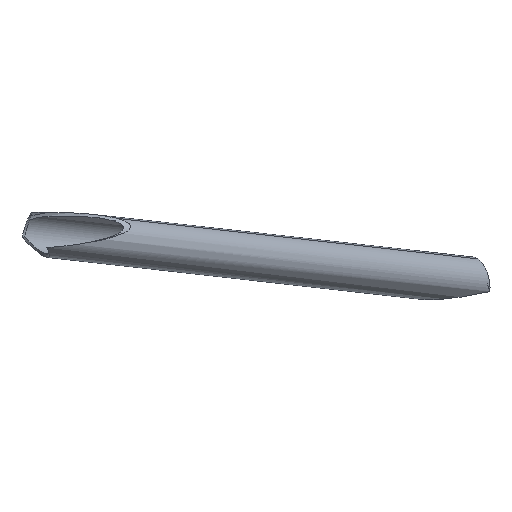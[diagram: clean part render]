
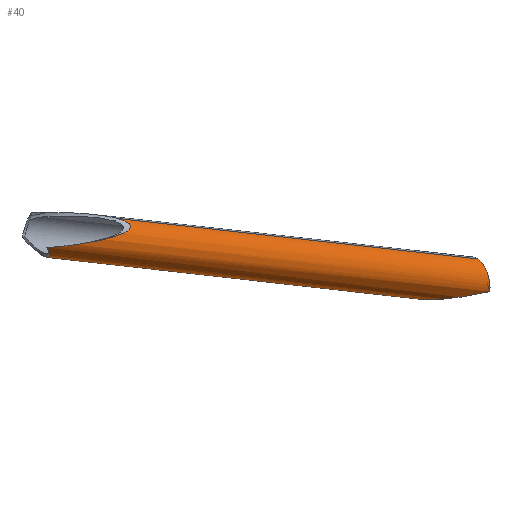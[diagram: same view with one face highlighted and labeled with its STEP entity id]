
A CAD part, isometric view. The second image highlights one B-rep face of the part: STEP entity #40.
In plain terms, the highlighted cylindrical face has radius 12.5 mm (diameter 25 mm), a partial arc.
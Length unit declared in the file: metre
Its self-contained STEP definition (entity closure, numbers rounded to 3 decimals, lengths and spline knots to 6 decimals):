
#40=ADVANCED_FACE('',(#88),#89,.T.);
#88=FACE_OUTER_BOUND('',#141,.T.);
#89=CYLINDRICAL_SURFACE('',#142,0.0125);
#141=EDGE_LOOP('',(#227,#228,#229,#230,#231,#232,#233,#234,#235,#236));
#142=AXIS2_PLACEMENT_3D('',#237,#238,#239);
#227=ORIENTED_EDGE('',*,*,#395,.F.);
#228=ORIENTED_EDGE('',*,*,#396,.T.);
#229=ORIENTED_EDGE('',*,*,#397,.F.);
#230=ORIENTED_EDGE('',*,*,#398,.T.);
#231=ORIENTED_EDGE('',*,*,#399,.F.);
#232=ORIENTED_EDGE('',*,*,#400,.F.);
#233=ORIENTED_EDGE('',*,*,#401,.T.);
#234=ORIENTED_EDGE('',*,*,#402,.F.);
#235=ORIENTED_EDGE('',*,*,#403,.T.);
#236=ORIENTED_EDGE('',*,*,#404,.F.);
#237=CARTESIAN_POINT('',(-2.090988,-0.295038,0.282955));
#238=DIRECTION('',(0.862,-0.02,-0.506));
#239=DIRECTION('',(-0.506,0.006,-0.862));
#395=EDGE_CURVE('',#460,#461,#462,.T.);
#396=EDGE_CURVE('',#460,#463,#464,.T.);
#397=EDGE_CURVE('0:141',#465,#463,#466,.T.);
#398=EDGE_CURVE('0:129',#465,#467,#468,.T.);
#399=EDGE_CURVE('',#469,#467,#470,.T.);
#400=EDGE_CURVE('',#471,#469,#472,.T.);
#401=EDGE_CURVE('',#471,#473,#474,.T.);
#402=EDGE_CURVE('0:87',#475,#473,#476,.T.);
#403=EDGE_CURVE('0:75',#475,#477,#478,.T.);
#404=EDGE_CURVE('',#461,#477,#479,.T.);
#460=VERTEX_POINT('',#559);
#461=VERTEX_POINT('',#560);
#462=LINE('',#561,#562);
#463=VERTEX_POINT('',#563);
#464=B_SPLINE_CURVE_WITH_KNOTS('',3,(#564,#565,#566,#567,#568,#569,#570,#571,#572,#573,#574,#575,#576,#577,#578,#579,#580,#581,#582,#583,#584,#585,#586,#587,#588,#589,#590,#591,#592,#593,#594,#595,#596,#597,#598,#599,#600,#601,#602,#603),.UNSPECIFIED.,.F.,.F.,(4,3,3,3,3,3,3,3,3,3,3,3,3,4),(0.0,2.673624,18.176009,32.771265,43.717707,51.398298,57.687982,62.405245,65.943192,68.915081,71.433727,73.99538,75.899211,76.557033),.UNSPECIFIED.);
#465=VERTEX_POINT('',#604);
#466=B_SPLINE_CURVE_WITH_KNOTS('',3,(#605,#606,#607,#608,#609,#610,#611,#612,#613,#614,#615,#616,#617,#618,#619,#620,#621,#622,#623,#624,#625,#626,#627,#628,#629,#630,#631,#632),.UNSPECIFIED.,.F.,.F.,(4,3,3,3,3,3,3,3,3,4),(2.216224,3.73838,13.340678,30.236693,42.641005,52.619502,60.780903,67.175765,71.201306,73.570626),.UNSPECIFIED.);
#467=VERTEX_POINT('',#633);
#468=CIRCLE('',#634,0.015028);
#469=VERTEX_POINT('',#635);
#470=ELLIPSE('',#636,0.013993,0.0125);
#471=VERTEX_POINT('',#637);
#472=LINE('',#638,#639);
#473=VERTEX_POINT('',#640);
#474=ELLIPSE('',#641,0.076518,0.0125);
#475=VERTEX_POINT('',#642);
#476=ELLIPSE('',#643,0.076518,0.0125);
#477=VERTEX_POINT('',#644);
#478=ELLIPSE('',#645,0.025172,0.0125);
#479=ELLIPSE('',#646,0.025172,0.0125);
#559=CARTESIAN_POINT('',(-1.887172,-0.29996,0.148699));
#560=CARTESIAN_POINT('',(-2.1525,-0.293658,0.3046));
#561=CARTESIAN_POINT('',(-2.097319,-0.294968,0.272177));
#562=VECTOR('',#1157,1.0);
#563=CARTESIAN_POINT('',(-1.88585,-0.303179,0.148382));
#564=CARTESIAN_POINT('',(-1.846452,-0.28851,0.137083));
#565=CARTESIAN_POINT('',(-1.84702,-0.288521,0.137242));
#566=CARTESIAN_POINT('',(-1.847588,-0.288535,0.137402));
#567=CARTESIAN_POINT('',(-1.848155,-0.288552,0.137561));
#568=CARTESIAN_POINT('',(-1.851446,-0.28865,0.138487));
#569=CARTESIAN_POINT('',(-1.854733,-0.288842,0.139413));
#570=CARTESIAN_POINT('',(-1.858004,-0.289145,0.140335));
#571=CARTESIAN_POINT('',(-1.861083,-0.28943,0.141204));
#572=CARTESIAN_POINT('',(-1.864139,-0.289811,0.142068));
#573=CARTESIAN_POINT('',(-1.867174,-0.290326,0.142928));
#574=CARTESIAN_POINT('',(-1.86945,-0.290713,0.143573));
#575=CARTESIAN_POINT('',(-1.871712,-0.291175,0.144215));
#576=CARTESIAN_POINT('',(-1.873931,-0.291747,0.144847));
#577=CARTESIAN_POINT('',(-1.875488,-0.292147,0.14529));
#578=CARTESIAN_POINT('',(-1.87703,-0.292603,0.14573));
#579=CARTESIAN_POINT('',(-1.878534,-0.293142,0.146161));
#580=CARTESIAN_POINT('',(-1.879765,-0.293583,0.146514));
#581=CARTESIAN_POINT('',(-1.880969,-0.294078,0.14686));
#582=CARTESIAN_POINT('',(-1.88212,-0.294663,0.147193));
#583=CARTESIAN_POINT('',(-1.882984,-0.295101,0.147443));
#584=CARTESIAN_POINT('',(-1.883817,-0.29559,0.147685));
#585=CARTESIAN_POINT('',(-1.884579,-0.29616,0.147908));
#586=CARTESIAN_POINT('',(-1.885151,-0.296587,0.148076));
#587=CARTESIAN_POINT('',(-1.885682,-0.29706,0.148233));
#588=CARTESIAN_POINT('',(-1.886124,-0.297596,0.148366));
#589=CARTESIAN_POINT('',(-1.886495,-0.298046,0.148478));
#590=CARTESIAN_POINT('',(-1.886803,-0.298545,0.148572));
#591=CARTESIAN_POINT('',(-1.886989,-0.299083,0.148633));
#592=CARTESIAN_POINT('',(-1.887146,-0.299539,0.148685));
#593=CARTESIAN_POINT('',(-1.887211,-0.300023,0.148711));
#594=CARTESIAN_POINT('',(-1.887168,-0.300504,0.148707));
#595=CARTESIAN_POINT('',(-1.887125,-0.300993,0.148703));
#596=CARTESIAN_POINT('',(-1.88697,-0.301475,0.148668));
#597=CARTESIAN_POINT('',(-1.886738,-0.301925,0.14861));
#598=CARTESIAN_POINT('',(-1.886566,-0.302259,0.148567));
#599=CARTESIAN_POINT('',(-1.886351,-0.302576,0.148512));
#600=CARTESIAN_POINT('',(-1.88611,-0.302875,0.148449));
#601=CARTESIAN_POINT('',(-1.886026,-0.302978,0.148428));
#602=CARTESIAN_POINT('',(-1.88594,-0.303079,0.148405));
#603=CARTESIAN_POINT('',(-1.88585,-0.303179,0.148382));
#604=CARTESIAN_POINT('',(-1.842362,-0.313444,0.136352));
#605=CARTESIAN_POINT('',(-1.842362,-0.313444,0.136352));
#606=CARTESIAN_POINT('',(-1.842685,-0.313434,0.136443));
#607=CARTESIAN_POINT('',(-1.84301,-0.313424,0.136533));
#608=CARTESIAN_POINT('',(-1.843333,-0.313412,0.136624));
#609=CARTESIAN_POINT('',(-1.845373,-0.31334,0.137194));
#610=CARTESIAN_POINT('',(-1.847416,-0.313232,0.137765));
#611=CARTESIAN_POINT('',(-1.849456,-0.313087,0.138335));
#612=CARTESIAN_POINT('',(-1.853046,-0.312832,0.139338));
#613=CARTESIAN_POINT('',(-1.856621,-0.312466,0.140335));
#614=CARTESIAN_POINT('',(-1.860186,-0.311959,0.141326));
#615=CARTESIAN_POINT('',(-1.862803,-0.311587,0.142054));
#616=CARTESIAN_POINT('',(-1.865416,-0.311139,0.14278));
#617=CARTESIAN_POINT('',(-1.867996,-0.310591,0.143495));
#618=CARTESIAN_POINT('',(-1.870072,-0.310151,0.14407));
#619=CARTESIAN_POINT('',(-1.872133,-0.309647,0.14464));
#620=CARTESIAN_POINT('',(-1.87417,-0.309046,0.145202));
#621=CARTESIAN_POINT('',(-1.875836,-0.308554,0.145661));
#622=CARTESIAN_POINT('',(-1.87748,-0.308001,0.146113));
#623=CARTESIAN_POINT('',(-1.879078,-0.307349,0.146551));
#624=CARTESIAN_POINT('',(-1.880331,-0.306837,0.146894));
#625=CARTESIAN_POINT('',(-1.88156,-0.306264,0.147229));
#626=CARTESIAN_POINT('',(-1.882717,-0.305591,0.147543));
#627=CARTESIAN_POINT('',(-1.883445,-0.305167,0.14774));
#628=CARTESIAN_POINT('',(-1.884147,-0.304703,0.147929));
#629=CARTESIAN_POINT('',(-1.884791,-0.304177,0.148101));
#630=CARTESIAN_POINT('',(-1.88517,-0.303867,0.148202));
#631=CARTESIAN_POINT('',(-1.885528,-0.303536,0.148297));
#632=CARTESIAN_POINT('',(-1.88585,-0.303179,0.148382));
#633=CARTESIAN_POINT('',(-1.842323,-0.313448,0.136764));
#634=AXIS2_PLACEMENT_3D('',#1158,#1159,#1160);
#635=CARTESIAN_POINT('',(-1.83868,-0.300951,0.149202));
#636=AXIS2_PLACEMENT_3D('',#1161,#1162,#1163);
#637=CARTESIAN_POINT('',(-2.098514,-0.294779,0.301875));
#638=CARTESIAN_POINT('',(-2.084657,-0.295108,0.293733));
#639=VECTOR('',#1164,1.0);
#640=CARTESIAN_POINT('',(-2.140439,-0.306367,0.31193));
#641=AXIS2_PLACEMENT_3D('',#1165,#1166,#1167);
#642=CARTESIAN_POINT('',(-2.16124,-0.305335,0.319861));
#643=AXIS2_PLACEMENT_3D('',#1168,#1169,#1170);
#644=CARTESIAN_POINT('',(-2.1525,-0.293717,0.3046));
#645=AXIS2_PLACEMENT_3D('',#1171,#1172,#1173);
#646=AXIS2_PLACEMENT_3D('',#1174,#1175,#1176);
#1157=DIRECTION('',(-0.862,0.02,0.506));
#1158=CARTESIAN_POINT('',(-1.839457,-0.2987,0.136436));
#1159=DIRECTION('',(-0.977,0.192,0.093));
#1160=DIRECTION('',(-0.193,-0.981,-0.006));
#1161=CARTESIAN_POINT('',(-1.84,-0.301,0.13548));
#1162=DIRECTION('',(0.977,-0.192,-0.093));
#1163=DIRECTION('',(0.024,-0.336,0.942));
#1164=DIRECTION('',(0.862,-0.02,-0.506));
#1165=CARTESIAN_POINT('',(-2.165,-0.29328,0.326443));
#1166=DIRECTION('',(-0.313,0.378,-0.871));
#1167=DIRECTION('',(0.926,-0.083,-0.369));
#1168=CARTESIAN_POINT('',(-2.165,-0.29328,0.326443));
#1169=DIRECTION('',(0.313,-0.378,0.871));
#1170=DIRECTION('',(0.926,-0.083,-0.369));
#1171=CARTESIAN_POINT('',(-2.165,-0.29328,0.326443));
#1172=DIRECTION('',(0.868,0.,0.497));
#1173=DIRECTION('',(0.497,-0.023,-0.868));
#1174=CARTESIAN_POINT('',(-2.165,-0.29328,0.326443));
#1175=DIRECTION('',(-0.868,0.,-0.497));
#1176=DIRECTION('',(0.497,-0.023,-0.868));
